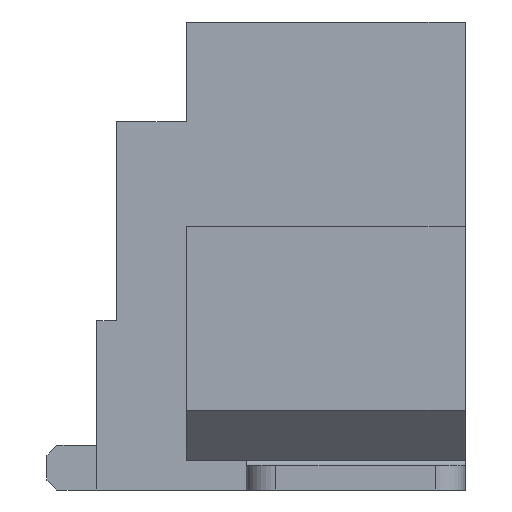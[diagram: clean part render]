
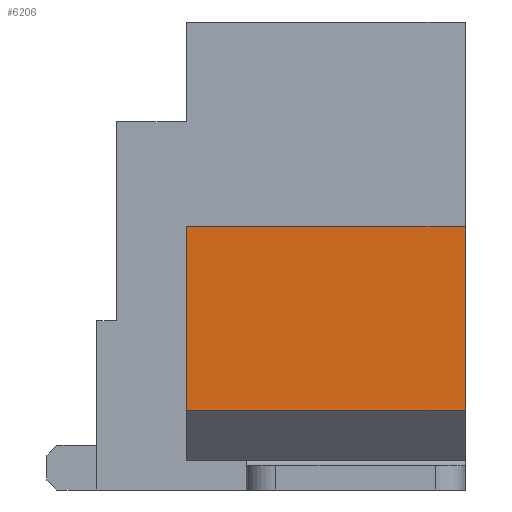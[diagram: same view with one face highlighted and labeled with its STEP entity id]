
A CAD part, left-side view. The second image highlights one B-rep face of the part: STEP entity #6206.
In plain terms, the highlighted planar face has unit normal (-1, 0, 0).
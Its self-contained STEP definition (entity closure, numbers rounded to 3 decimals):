
#44 = PLANE('',#45);
#45 = AXIS2_PLACEMENT_3D('',#46,#47,#48);
#46 = CARTESIAN_POINT('',(-3.375,-2.475,0.));
#47 = DIRECTION('',(0.,1.,0.));
#48 = DIRECTION('',(0.,0.,1.));
#454 = VERTEX_POINT('',#455);
#455 = CARTESIAN_POINT('',(-5.125,-2.475,0.8));
#469 = PLANE('',#470);
#470 = AXIS2_PLACEMENT_3D('',#471,#472,#473);
#471 = CARTESIAN_POINT('',(-4.625,-2.475,0.3));
#472 = DIRECTION('',(0.707,0.,0.707));
#473 = DIRECTION('',(-0.707,0.,0.707));
#481 = EDGE_CURVE('',#454,#482,#484,.T.);
#482 = VERTEX_POINT('',#483);
#483 = CARTESIAN_POINT('',(-5.125,-2.475,2.65));
#484 = SURFACE_CURVE('',#485,(#489,#496),.PCURVE_S1.);
#485 = LINE('',#486,#487);
#486 = CARTESIAN_POINT('',(-5.125,-2.475,0.8));
#487 = VECTOR('',#488,1.);
#488 = DIRECTION('',(0.,0.,1.));
#489 = PCURVE('',#44,#490);
#490 = DEFINITIONAL_REPRESENTATION('',(#491),#495);
#491 = LINE('',#492,#493);
#492 = CARTESIAN_POINT('',(0.8,-1.75));
#493 = VECTOR('',#494,1.);
#494 = DIRECTION('',(1.,0.));
#495 = ( GEOMETRIC_REPRESENTATION_CONTEXT(2)
PARAMETRIC_REPRESENTATION_CONTEXT() REPRESENTATION_CONTEXT('2D SPACE',''
) );
#496 = PCURVE('',#497,#502);
#497 = PLANE('',#498);
#498 = AXIS2_PLACEMENT_3D('',#499,#500,#501);
#499 = CARTESIAN_POINT('',(-5.125,-2.475,0.8));
#500 = DIRECTION('',(1.,0.,0.));
#501 = DIRECTION('',(0.,0.,1.));
#502 = DEFINITIONAL_REPRESENTATION('',(#503),#507);
#503 = LINE('',#504,#505);
#504 = CARTESIAN_POINT('',(0.,0.));
#505 = VECTOR('',#506,1.);
#506 = DIRECTION('',(1.,0.));
#507 = ( GEOMETRIC_REPRESENTATION_CONTEXT(2)
PARAMETRIC_REPRESENTATION_CONTEXT() REPRESENTATION_CONTEXT('2D SPACE',''
) );
#525 = PLANE('',#526);
#526 = AXIS2_PLACEMENT_3D('',#527,#528,#529);
#527 = CARTESIAN_POINT('',(-5.125,-2.475,2.65));
#528 = DIRECTION('',(0.,0.,-1.));
#529 = DIRECTION('',(1.,0.,0.));
#2744 = PLANE('',#2745);
#2745 = AXIS2_PLACEMENT_3D('',#2746,#2747,#2748);
#2746 = CARTESIAN_POINT('',(-3.375,0.325,0.3));
#2747 = DIRECTION('',(0.,-1.,0.));
#2748 = DIRECTION('',(0.,0.,-1.));
#6161 = EDGE_CURVE('',#482,#6162,#6164,.T.);
#6162 = VERTEX_POINT('',#6163);
#6163 = CARTESIAN_POINT('',(-5.125,0.325,2.65));
#6164 = SURFACE_CURVE('',#6165,(#6169,#6176),.PCURVE_S1.);
#6165 = LINE('',#6166,#6167);
#6166 = CARTESIAN_POINT('',(-5.125,-2.475,2.65));
#6167 = VECTOR('',#6168,1.);
#6168 = DIRECTION('',(0.,1.,0.));
#6169 = PCURVE('',#525,#6170);
#6170 = DEFINITIONAL_REPRESENTATION('',(#6171),#6175);
#6171 = LINE('',#6172,#6173);
#6172 = CARTESIAN_POINT('',(0.,0.));
#6173 = VECTOR('',#6174,1.);
#6174 = DIRECTION('',(0.,-1.));
#6175 = ( GEOMETRIC_REPRESENTATION_CONTEXT(2)
PARAMETRIC_REPRESENTATION_CONTEXT() REPRESENTATION_CONTEXT('2D SPACE',''
) );
#6176 = PCURVE('',#497,#6177);
#6177 = DEFINITIONAL_REPRESENTATION('',(#6178),#6182);
#6178 = LINE('',#6179,#6180);
#6179 = CARTESIAN_POINT('',(1.85,0.));
#6180 = VECTOR('',#6181,1.);
#6181 = DIRECTION('',(0.,-1.));
#6182 = ( GEOMETRIC_REPRESENTATION_CONTEXT(2)
PARAMETRIC_REPRESENTATION_CONTEXT() REPRESENTATION_CONTEXT('2D SPACE',''
) );
#6206 = ADVANCED_FACE('',(#6207),#497,.F.);
#6207 = FACE_BOUND('',#6208,.F.);
#6208 = EDGE_LOOP('',(#6209,#6232,#6253,#6254));
#6209 = ORIENTED_EDGE('',*,*,#6210,.T.);
#6210 = EDGE_CURVE('',#454,#6211,#6213,.T.);
#6211 = VERTEX_POINT('',#6212);
#6212 = CARTESIAN_POINT('',(-5.125,0.325,0.8));
#6213 = SURFACE_CURVE('',#6214,(#6218,#6225),.PCURVE_S1.);
#6214 = LINE('',#6215,#6216);
#6215 = CARTESIAN_POINT('',(-5.125,-2.475,0.8));
#6216 = VECTOR('',#6217,1.);
#6217 = DIRECTION('',(0.,1.,0.));
#6218 = PCURVE('',#497,#6219);
#6219 = DEFINITIONAL_REPRESENTATION('',(#6220),#6224);
#6220 = LINE('',#6221,#6222);
#6221 = CARTESIAN_POINT('',(0.,0.));
#6222 = VECTOR('',#6223,1.);
#6223 = DIRECTION('',(0.,-1.));
#6224 = ( GEOMETRIC_REPRESENTATION_CONTEXT(2)
PARAMETRIC_REPRESENTATION_CONTEXT() REPRESENTATION_CONTEXT('2D SPACE',''
) );
#6225 = PCURVE('',#469,#6226);
#6226 = DEFINITIONAL_REPRESENTATION('',(#6227),#6231);
#6227 = LINE('',#6228,#6229);
#6228 = CARTESIAN_POINT('',(0.707,0.));
#6229 = VECTOR('',#6230,1.);
#6230 = DIRECTION('',(0.,-1.));
#6231 = ( GEOMETRIC_REPRESENTATION_CONTEXT(2)
PARAMETRIC_REPRESENTATION_CONTEXT() REPRESENTATION_CONTEXT('2D SPACE',''
) );
#6232 = ORIENTED_EDGE('',*,*,#6233,.T.);
#6233 = EDGE_CURVE('',#6211,#6162,#6234,.T.);
#6234 = SURFACE_CURVE('',#6235,(#6239,#6246),.PCURVE_S1.);
#6235 = LINE('',#6236,#6237);
#6236 = CARTESIAN_POINT('',(-5.125,0.325,0.8));
#6237 = VECTOR('',#6238,1.);
#6238 = DIRECTION('',(0.,0.,1.));
#6239 = PCURVE('',#497,#6240);
#6240 = DEFINITIONAL_REPRESENTATION('',(#6241),#6245);
#6241 = LINE('',#6242,#6243);
#6242 = CARTESIAN_POINT('',(0.,-2.8));
#6243 = VECTOR('',#6244,1.);
#6244 = DIRECTION('',(1.,0.));
#6245 = ( GEOMETRIC_REPRESENTATION_CONTEXT(2)
PARAMETRIC_REPRESENTATION_CONTEXT() REPRESENTATION_CONTEXT('2D SPACE',''
) );
#6246 = PCURVE('',#2744,#6247);
#6247 = DEFINITIONAL_REPRESENTATION('',(#6248),#6252);
#6248 = LINE('',#6249,#6250);
#6249 = CARTESIAN_POINT('',(-0.5,-1.75));
#6250 = VECTOR('',#6251,1.);
#6251 = DIRECTION('',(-1.,0.));
#6252 = ( GEOMETRIC_REPRESENTATION_CONTEXT(2)
PARAMETRIC_REPRESENTATION_CONTEXT() REPRESENTATION_CONTEXT('2D SPACE',''
) );
#6253 = ORIENTED_EDGE('',*,*,#6161,.F.);
#6254 = ORIENTED_EDGE('',*,*,#481,.F.);
